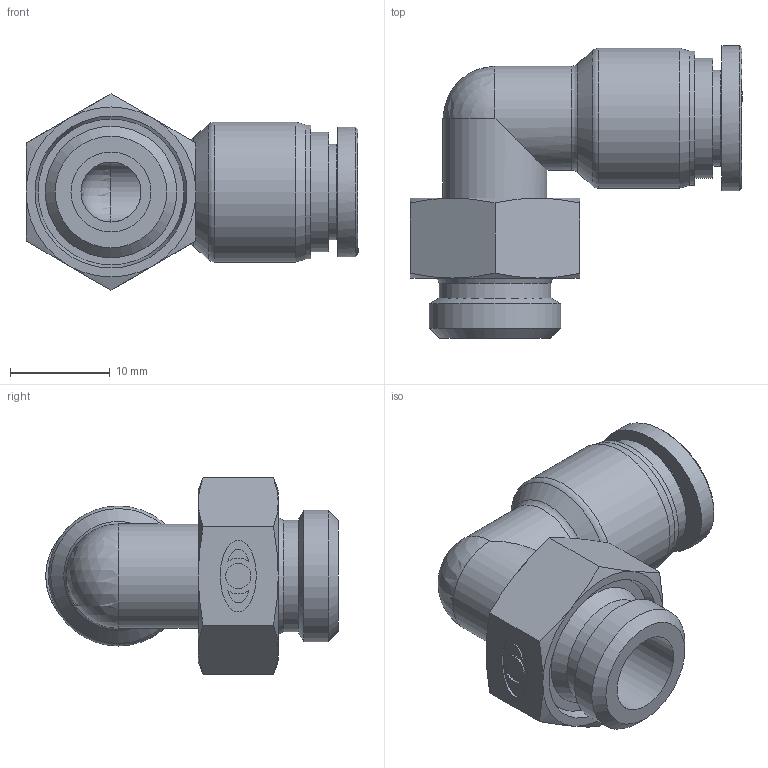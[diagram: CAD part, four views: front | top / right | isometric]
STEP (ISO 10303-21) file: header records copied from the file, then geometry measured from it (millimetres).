
FILE_DESCRIPTION((''),'2;1');
FILE_NAME('F-PL 08G02.stp','2020-11-24T18:20:48',('Administrator'),(''),'Autodesk Inventor 2013','Autodesk Inventor 2013','');
FILE_SCHEMA(('CONFIG_CONTROL_DESIGN'));
Length unit declared in the file: millimetre
Products named in the file (4): F-PL 0802; F-PL 0802 BODY; F-SLEEVE 08(SUS); F-BODY G02(SUS) 
Assembly tree (3 placements, depth 2):
  F-PL 0802
    F-PL 0802 BODY
    F-SLEEVE 08(SUS)
    F-BODY G02(SUS) 
Bounding box: 33.2 x 29.25 x 19.63 mm (x, y, z)
Volume: 4234.4 mm3; surface area: 3936.5 mm2
Topology: 3 solids, 3 shells, 279 faces, 714 edges, 466 vertices
Faces by surface type: plane 140, bspline 99, cone 20, cylinder 16, sphere 2, torus 2
Full cylindrical faces by diameter (mm): 2.516 x1, 6 x2, 8 x1, 8.15 x1, 8.2 x1, 9.6 x1, 10.4 x2, 11.2 x1, 12 x1, 13.157 x1, 13.4 x1, 14 x1
Entity records: 8534 total; most frequent: CARTESIAN_POINT 2473, ORIENTED_EDGE 1356, DIRECTION 901, EDGE_CURVE 678, VERTEX_POINT 459, VECTOR 403, LINE 403, EDGE_LOOP 339
